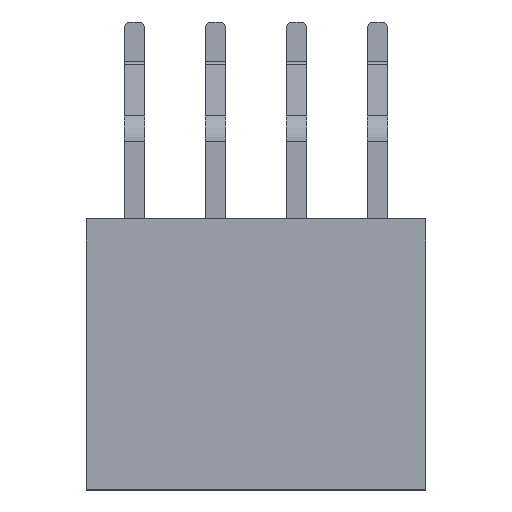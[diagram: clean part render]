
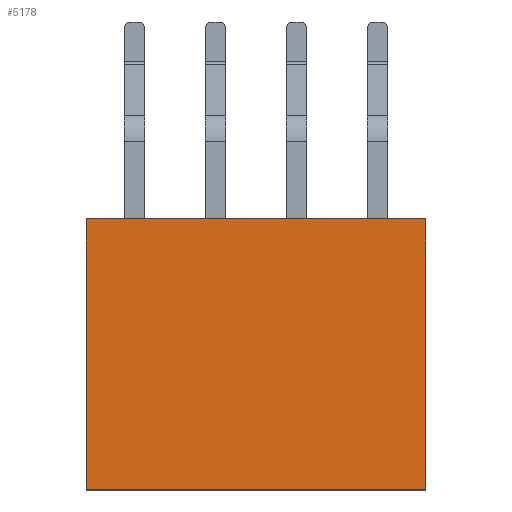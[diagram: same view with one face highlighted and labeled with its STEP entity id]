
A CAD part, top view. The second image highlights one B-rep face of the part: STEP entity #5178.
In plain terms, the highlighted planar face has unit normal (0, 0, 1).
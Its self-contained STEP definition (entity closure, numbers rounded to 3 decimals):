
#312=ORIENTED_EDGE('',*,*,#1820,.F.);
#313=ORIENTED_EDGE('',*,*,#1767,.F.);
#314=ORIENTED_EDGE('',*,*,#1821,.T.);
#315=ORIENTED_EDGE('',*,*,#1810,.T.);
#1767=EDGE_CURVE('',#2521,#2519,#2999,.T.);
#1810=EDGE_CURVE('',#2565,#2564,#3042,.T.);
#1820=EDGE_CURVE('',#2519,#2564,#3052,.T.);
#1821=EDGE_CURVE('',#2521,#2565,#3053,.T.);
#2519=VERTEX_POINT('',#7976);
#2521=VERTEX_POINT('',#7980);
#2564=VERTEX_POINT('',#8073);
#2565=VERTEX_POINT('',#8075);
#2999=LINE('',#7981,#3703);
#3042=LINE('',#8074,#3746);
#3052=LINE('',#8096,#3756);
#3053=LINE('',#8097,#3757);
#3703=VECTOR('',#6461,1000.);
#3746=VECTOR('',#6518,1000.);
#3756=VECTOR('',#6534,1000.);
#3757=VECTOR('',#6535,1000.);
#4312=EDGE_LOOP('',(#312,#313,#314,#315));
#4622=FACE_BOUND('',#4312,.T.);
#4916=PLANE('',#5995);
#5178=ADVANCED_FACE('',(#4622),#4916,.T.);
#5995=AXIS2_PLACEMENT_3D('',#8095,#6532,#6533);
#6461=DIRECTION('',(-1.,0.,0.));
#6518=DIRECTION('',(-1.,0.,0.));
#6532=DIRECTION('',(0.,0.,1.));
#6533=DIRECTION('',(0.,-1.,0.));
#6534=DIRECTION('',(0.,1.,0.));
#6535=DIRECTION('',(0.,1.,0.));
#7976=CARTESIAN_POINT('',(-5.33,-4.25,2.5));
#7980=CARTESIAN_POINT('',(5.33,-4.25,2.5));
#7981=CARTESIAN_POINT('',(5.33,-4.25,2.5));
#8073=CARTESIAN_POINT('',(-5.33,4.25,2.5));
#8074=CARTESIAN_POINT('',(5.33,4.25,2.5));
#8075=CARTESIAN_POINT('',(5.33,4.25,2.5));
#8095=CARTESIAN_POINT('',(5.33,-4.25,2.5));
#8096=CARTESIAN_POINT('',(-5.33,-4.25,2.5));
#8097=CARTESIAN_POINT('',(5.33,-4.25,2.5));
